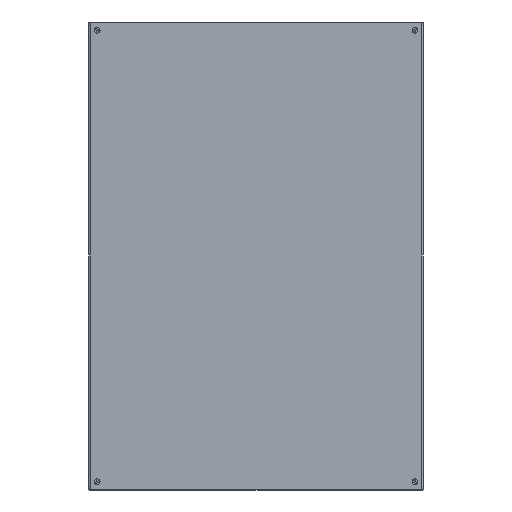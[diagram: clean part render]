
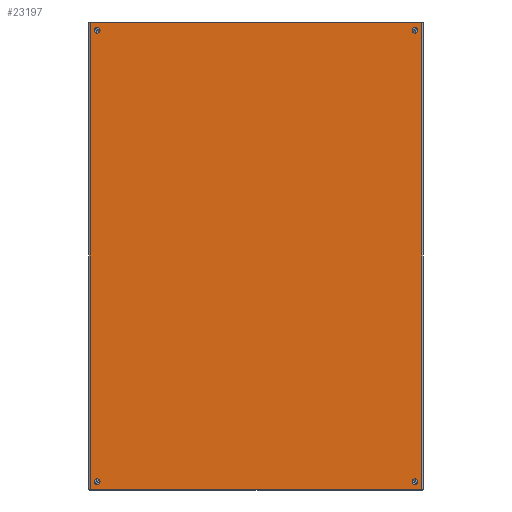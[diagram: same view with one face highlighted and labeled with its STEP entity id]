
A CAD part, left-side view. The second image highlights one B-rep face of the part: STEP entity #23197.
In plain terms, the highlighted face is planar.
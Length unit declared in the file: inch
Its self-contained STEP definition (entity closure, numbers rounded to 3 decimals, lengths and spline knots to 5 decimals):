
#604 = DIRECTION ( 'NONE',  ( 0., -1., 0. ) ) ;
#830 = EDGE_CURVE ( 'NONE', #62387, #73314, #87986, .T. ) ;
#3872 = EDGE_LOOP ( 'NONE', ( #75316, #39481 ) ) ;
#4082 = CARTESIAN_POINT ( 'NONE',  ( -20.25, 0., -14.25 ) ) ;
#4266 = CARTESIAN_POINT ( 'NONE',  ( 20., 0., -14.25 ) ) ;
#7135 = CIRCLE ( 'NONE', #110343, 0.25 ) ;
#8144 = CIRCLE ( 'NONE', #114247, 0.25 ) ;
#8382 = CARTESIAN_POINT ( 'NONE',  ( 20.928, 0., -14.928 ) ) ;
#8443 = ORIENTED_EDGE ( 'NONE', *, *, #830, .T. ) ;
#8828 = EDGE_CURVE ( 'NONE', #126055, #22018, #22288, .T. ) ;
#8892 = EDGE_CURVE ( 'NONE', #124002, #116167, #83934, .T. ) ;
#9676 = CARTESIAN_POINT ( 'NONE',  ( 20.928, 0., -14.892 ) ) ;
#9951 = CARTESIAN_POINT ( 'NONE',  ( -20.25, 0., 14.25 ) ) ;
#11344 = CARTESIAN_POINT ( 'NONE',  ( -20.5, 0., 14.25 ) ) ;
#12421 = EDGE_CURVE ( 'NONE', #124002, #22018, #53944, .T. ) ;
#13873 = EDGE_CURVE ( 'NONE', #73314, #62387, #7135, .T. ) ;
#20957 = ORIENTED_EDGE ( 'NONE', *, *, #105515, .T. ) ;
#22018 = VERTEX_POINT ( 'NONE', #58726 ) ;
#22288 = LINE ( 'NONE', #51174, #125340 ) ;
#22605 = ORIENTED_EDGE ( 'NONE', *, *, #108429, .T. ) ;
#22735 = EDGE_LOOP ( 'NONE', ( #131333, #49990, #64869, #129048 ) ) ;
#23197 = ADVANCED_FACE ( 'NONE', ( #130145, #55517, #107880, #125276, #101501 ), #131666, .F. ) ;
#25163 = CARTESIAN_POINT ( 'NONE',  ( -20., 0., 14.25 ) ) ;
#26118 = CARTESIAN_POINT ( 'NONE',  ( 20.25, 0., -14.25 ) ) ;
#27026 = CARTESIAN_POINT ( 'NONE',  ( -20.928, 0., -14.892 ) ) ;
#27758 = CARTESIAN_POINT ( 'NONE',  ( 20., 0., 14.25 ) ) ;
#28499 = CARTESIAN_POINT ( 'NONE',  ( 20.25, 0., 14.25 ) ) ;
#31800 = AXIS2_PLACEMENT_3D ( 'NONE', #8382, #58911, #129943 ) ;
#33346 = CIRCLE ( 'NONE', #52002, 0.25 ) ;
#33604 = EDGE_CURVE ( 'NONE', #109138, #46762, #100184, .T. ) ;
#33901 = DIRECTION ( 'NONE',  ( 0., -1., 0. ) ) ;
#35882 = CARTESIAN_POINT ( 'NONE',  ( -20.25, 0., -14.25 ) ) ;
#39481 = ORIENTED_EDGE ( 'NONE', *, *, #115679, .T. ) ;
#40378 = AXIS2_PLACEMENT_3D ( 'NONE', #4082, #85658, #45361 ) ;
#40575 = EDGE_LOOP ( 'NONE', ( #8443, #83017 ) ) ;
#40681 = EDGE_LOOP ( 'NONE', ( #125659, #22605 ) ) ;
#44104 = CARTESIAN_POINT ( 'NONE',  ( -20.25, 0., 14.25 ) ) ;
#45361 = DIRECTION ( 'NONE',  ( 1., 0., 0. ) ) ;
#46762 = VERTEX_POINT ( 'NONE', #27758 ) ;
#47911 = EDGE_CURVE ( 'NONE', #70301, #96060, #33346, .T. ) ;
#49153 = AXIS2_PLACEMENT_3D ( 'NONE', #44104, #33901, #106202 ) ;
#49798 = DIRECTION ( 'NONE',  ( 0., -1., 0. ) ) ;
#49862 = VERTEX_POINT ( 'NONE', #114660 ) ;
#49990 = ORIENTED_EDGE ( 'NONE', *, *, #8828, .T. ) ;
#51174 = CARTESIAN_POINT ( 'NONE',  ( -20.928, 0., 14.928 ) ) ;
#52002 = AXIS2_PLACEMENT_3D ( 'NONE', #26118, #98376, #119217 ) ;
#53944 = LINE ( 'NONE', #116622, #131731 ) ;
#55517 = FACE_BOUND ( 'NONE', #3872, .T. ) ;
#55650 = VECTOR ( 'NONE', #59771, 39.37008 ) ;
#57945 = CARTESIAN_POINT ( 'NONE',  ( 20.25, 0., 14.25 ) ) ;
#58726 = CARTESIAN_POINT ( 'NONE',  ( -20.928, 0., 14.892 ) ) ;
#58911 = DIRECTION ( 'NONE',  ( 0., -1., 0. ) ) ;
#59480 = CARTESIAN_POINT ( 'NONE',  ( 20.25, 0., -14.25 ) ) ;
#59771 = DIRECTION ( 'NONE',  ( 1., 0., 0. ) ) ;
#62387 = VERTEX_POINT ( 'NONE', #25163 ) ;
#64869 = ORIENTED_EDGE ( 'NONE', *, *, #12421, .F. ) ;
#65197 = EDGE_LOOP ( 'NONE', ( #125814, #20957 ) ) ;
#65217 = VERTEX_POINT ( 'NONE', #101238 ) ;
#65986 = DIRECTION ( 'NONE',  ( 1., 0., 0. ) ) ;
#70301 = VERTEX_POINT ( 'NONE', #77250 ) ;
#73314 = VERTEX_POINT ( 'NONE', #11344 ) ;
#75316 = ORIENTED_EDGE ( 'NONE', *, *, #33604, .T. ) ;
#77250 = CARTESIAN_POINT ( 'NONE',  ( 20.5, 0., -14.25 ) ) ;
#79000 = DIRECTION ( 'NONE',  ( 0., -1., 0. ) ) ;
#79414 = LINE ( 'NONE', #120577, #55650 ) ;
#80261 = CIRCLE ( 'NONE', #40378, 0.25 ) ;
#81314 = CARTESIAN_POINT ( 'NONE',  ( 20.5, 0., 14.25 ) ) ;
#81745 = DIRECTION ( 'NONE',  ( 1., 0., 0. ) ) ;
#83017 = ORIENTED_EDGE ( 'NONE', *, *, #13873, .T. ) ;
#83934 = LINE ( 'NONE', #90200, #114141 ) ;
#85658 = DIRECTION ( 'NONE',  ( 0., -1., 0. ) ) ;
#86785 = EDGE_CURVE ( 'NONE', #65217, #49862, #80261, .T. ) ;
#87208 = DIRECTION ( 'NONE',  ( 1., 0., 0. ) ) ;
#87319 = AXIS2_PLACEMENT_3D ( 'NONE', #57945, #128968, #87208 ) ;
#87986 = CIRCLE ( 'NONE', #49153, 0.25 ) ;
#89531 = EDGE_CURVE ( 'NONE', #126055, #116167, #79414, .T. ) ;
#89767 = DIRECTION ( 'NONE',  ( 0., 0., 1. ) ) ;
#90200 = CARTESIAN_POINT ( 'NONE',  ( 20.928, 0., -14.928 ) ) ;
#96060 = VERTEX_POINT ( 'NONE', #4266 ) ;
#98376 = DIRECTION ( 'NONE',  ( 0., -1., 0. ) ) ;
#100184 = CIRCLE ( 'NONE', #87319, 0.25 ) ;
#101238 = CARTESIAN_POINT ( 'NONE',  ( -20., 0., -14.25 ) ) ;
#101501 = FACE_BOUND ( 'NONE', #40681, .T. ) ;
#101733 = DIRECTION ( 'NONE',  ( 0., 0., -1. ) ) ;
#105515 = EDGE_CURVE ( 'NONE', #96060, #70301, #107924, .T. ) ;
#105999 = DIRECTION ( 'NONE',  ( -1., 0., 0. ) ) ;
#106202 = DIRECTION ( 'NONE',  ( 1., 0., 0. ) ) ;
#106881 = DIRECTION ( 'NONE',  ( 0., -1., 0. ) ) ;
#107880 = FACE_BOUND ( 'NONE', #40575, .T. ) ;
#107924 = CIRCLE ( 'NONE', #121553, 0.25 ) ;
#108429 = EDGE_CURVE ( 'NONE', #49862, #65217, #8144, .T. ) ;
#108840 = DIRECTION ( 'NONE',  ( 1., 0., 0. ) ) ;
#109138 = VERTEX_POINT ( 'NONE', #81314 ) ;
#110343 = AXIS2_PLACEMENT_3D ( 'NONE', #9951, #604, #81745 ) ;
#111837 = CARTESIAN_POINT ( 'NONE',  ( 20.928, 0., 14.892 ) ) ;
#114141 = VECTOR ( 'NONE', #101733, 39.37008 ) ;
#114247 = AXIS2_PLACEMENT_3D ( 'NONE', #35882, #106881, #65986 ) ;
#114660 = CARTESIAN_POINT ( 'NONE',  ( -20.5, 0., -14.25 ) ) ;
#115679 = EDGE_CURVE ( 'NONE', #46762, #109138, #123146, .T. ) ;
#116167 = VERTEX_POINT ( 'NONE', #9676 ) ;
#116622 = CARTESIAN_POINT ( 'NONE',  ( -20.928, 0., 14.892 ) ) ;
#119217 = DIRECTION ( 'NONE',  ( 1., 0., 0. ) ) ;
#119871 = DIRECTION ( 'NONE',  ( 1., 0., 0. ) ) ;
#120577 = CARTESIAN_POINT ( 'NONE',  ( 20.928, 0., -14.892 ) ) ;
#121553 = AXIS2_PLACEMENT_3D ( 'NONE', #59480, #79000, #119871 ) ;
#123146 = CIRCLE ( 'NONE', #128106, 0.25 ) ;
#124002 = VERTEX_POINT ( 'NONE', #111837 ) ;
#125276 = FACE_BOUND ( 'NONE', #65197, .T. ) ;
#125340 = VECTOR ( 'NONE', #89767, 39.37008 ) ;
#125659 = ORIENTED_EDGE ( 'NONE', *, *, #86785, .T. ) ;
#125814 = ORIENTED_EDGE ( 'NONE', *, *, #47911, .T. ) ;
#126055 = VERTEX_POINT ( 'NONE', #27026 ) ;
#128106 = AXIS2_PLACEMENT_3D ( 'NONE', #28499, #49798, #108840 ) ;
#128968 = DIRECTION ( 'NONE',  ( 0., -1., 0. ) ) ;
#129048 = ORIENTED_EDGE ( 'NONE', *, *, #8892, .T. ) ;
#129943 = DIRECTION ( 'NONE',  ( 1., 0., 0. ) ) ;
#130145 = FACE_OUTER_BOUND ( 'NONE', #22735, .T. ) ;
#131333 = ORIENTED_EDGE ( 'NONE', *, *, #89531, .F. ) ;
#131666 = PLANE ( 'NONE',  #31800 ) ;
#131731 = VECTOR ( 'NONE', #105999, 39.37008 ) ;
